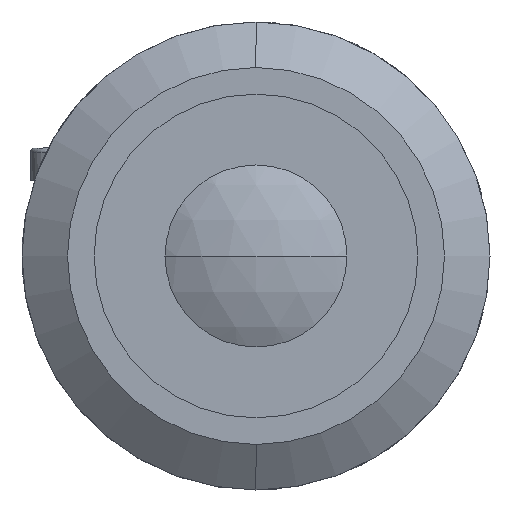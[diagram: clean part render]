
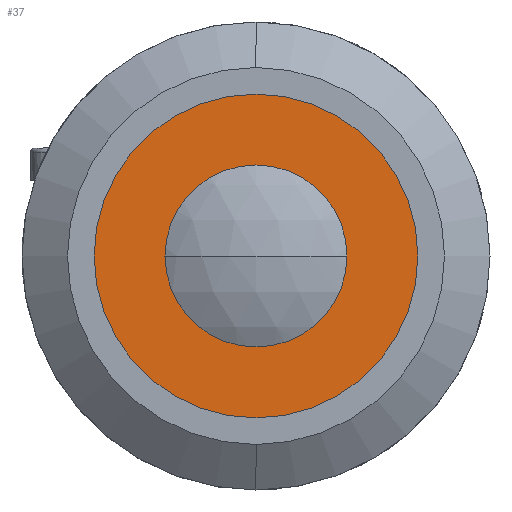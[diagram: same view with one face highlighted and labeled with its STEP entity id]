
A CAD part, left-side view. The second image highlights one B-rep face of the part: STEP entity #37.
In plain terms, the highlighted planar face has unit normal (-1, 0, 0).
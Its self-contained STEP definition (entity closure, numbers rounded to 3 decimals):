
#24 = DIRECTION ( 'NONE',  ( -1., 0., 0. ) ) ;
#37 = ADVANCED_FACE ( 'NONE', ( #3175, #1497 ), #2201, .F. ) ;
#42 = CARTESIAN_POINT ( 'NONE',  ( 3.8, 0., -7. ) ) ;
#70 = EDGE_LOOP ( 'NONE', ( #1722, #1053 ) ) ;
#87 = CIRCLE ( 'NONE', #3107, 13. ) ;
#242 = DIRECTION ( 'NONE',  ( -1., 0., 0. ) ) ;
#281 = CARTESIAN_POINT ( 'NONE',  ( 3.8, 0., 0. ) ) ;
#300 = EDGE_LOOP ( 'NONE', ( #1509, #3472 ) ) ;
#333 = CARTESIAN_POINT ( 'NONE',  ( 3.8, 13., 0. ) ) ;
#402 = CIRCLE ( 'NONE', #2902, 13. ) ;
#602 = DIRECTION ( 'NONE',  ( 0., 0., 1. ) ) ;
#645 = DIRECTION ( 'NONE',  ( 1., 0., 0. ) ) ;
#855 = DIRECTION ( 'NONE',  ( -1., 0., 0. ) ) ;
#959 = VERTEX_POINT ( 'NONE', #1574 ) ;
#962 = AXIS2_PLACEMENT_3D ( 'NONE', #281, #2306, #602 ) ;
#1039 = AXIS2_PLACEMENT_3D ( 'NONE', #333, #645, #2621 ) ;
#1053 = ORIENTED_EDGE ( 'NONE', *, *, #3038, .T. ) ;
#1153 = CARTESIAN_POINT ( 'NONE',  ( 3.8, 0., 7. ) ) ;
#1165 = EDGE_CURVE ( 'NONE', #3059, #1598, #3078, .T. ) ;
#1166 = EDGE_CURVE ( 'NONE', #959, #3316, #87, .T. ) ;
#1497 = FACE_OUTER_BOUND ( 'NONE', #70, .T. ) ;
#1509 = ORIENTED_EDGE ( 'NONE', *, *, #1165, .F. ) ;
#1574 = CARTESIAN_POINT ( 'NONE',  ( 3.8, 0., 13. ) ) ;
#1598 = VERTEX_POINT ( 'NONE', #42 ) ;
#1671 = CIRCLE ( 'NONE', #962, 7. ) ;
#1722 = ORIENTED_EDGE ( 'NONE', *, *, #1166, .T. ) ;
#1777 = CARTESIAN_POINT ( 'NONE',  ( 3.8, 0., 0. ) ) ;
#1990 = CARTESIAN_POINT ( 'NONE',  ( 3.8, 0., 0. ) ) ;
#2060 = DIRECTION ( 'NONE',  ( 0., 0., 1. ) ) ;
#2201 = PLANE ( 'NONE',  #1039 ) ;
#2275 = DIRECTION ( 'NONE',  ( 0., 0., 1. ) ) ;
#2306 = DIRECTION ( 'NONE',  ( -1., 0., 0. ) ) ;
#2368 = CARTESIAN_POINT ( 'NONE',  ( 3.8, 0., -13. ) ) ;
#2528 = CARTESIAN_POINT ( 'NONE',  ( 3.8, 0., 0. ) ) ;
#2621 = DIRECTION ( 'NONE',  ( 0., 0., -1. ) ) ;
#2815 = DIRECTION ( 'NONE',  ( 0., 0., 1. ) ) ;
#2902 = AXIS2_PLACEMENT_3D ( 'NONE', #2528, #855, #2815 ) ;
#2934 = AXIS2_PLACEMENT_3D ( 'NONE', #1990, #242, #2275 ) ;
#3038 = EDGE_CURVE ( 'NONE', #3316, #959, #402, .T. ) ;
#3059 = VERTEX_POINT ( 'NONE', #1153 ) ;
#3078 = CIRCLE ( 'NONE', #2934, 7. ) ;
#3095 = EDGE_CURVE ( 'NONE', #1598, #3059, #1671, .T. ) ;
#3107 = AXIS2_PLACEMENT_3D ( 'NONE', #1777, #24, #2060 ) ;
#3175 = FACE_BOUND ( 'NONE', #300, .T. ) ;
#3316 = VERTEX_POINT ( 'NONE', #2368 ) ;
#3472 = ORIENTED_EDGE ( 'NONE', *, *, #3095, .F. ) ;
